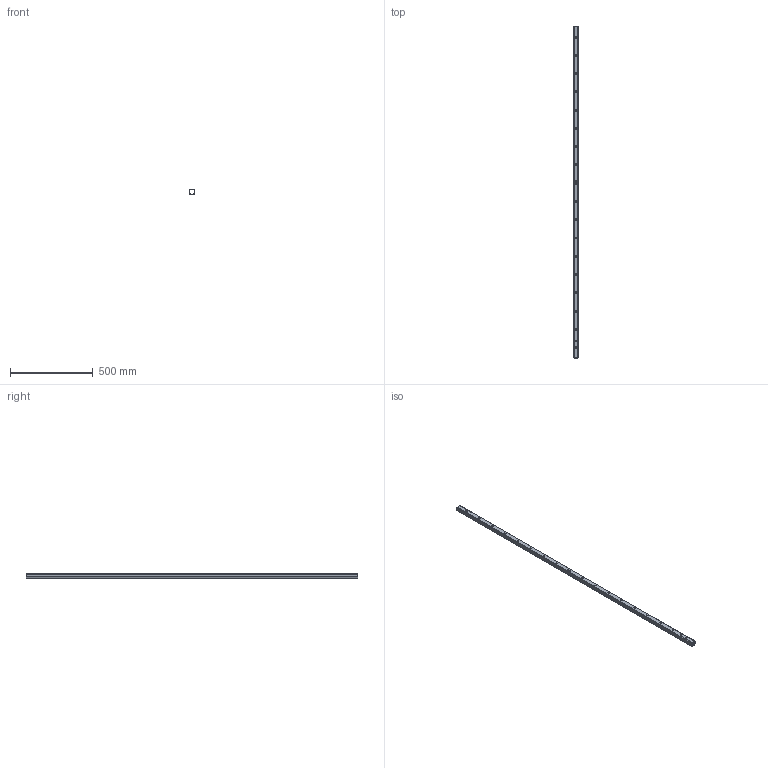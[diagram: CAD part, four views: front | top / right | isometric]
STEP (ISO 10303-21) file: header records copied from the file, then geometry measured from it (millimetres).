
FILE_DESCRIPTION(/* description */ (''),/* implementation_level */ '2;1');
FILE_NAME(/* name */ 'Rails HERCULE.stp',/* time_stamp */ '2019-08-13T11:54:03+02:00',/* author */ ('Giuliano'),/* organization */ (''),/* preprocessor_version */ 'ST-DEVELOPER v17.2',/* originating_system */ 'Autodesk Inventor 2019',/* authorisation */ '');
FILE_SCHEMA (('AUTOMOTIVE_DESIGN { 1 0 10303 214 3 1 1 }'));
Length unit declared in the file: millimetre
Products named in the file (1): 9010XA2_600
Bounding box: 30 x 2000 x 28 mm (x, y, z)
Volume: 273324.4 mm3; surface area: 371563.3 mm2
Topology: 1 solids, 1 shells, 122 faces, 362 edges, 242 vertices
Faces by surface type: plane 54, cylinder 50, cone 18
Full cylindrical faces by diameter (mm): 6.647 x2
Entity records: 4207 total; most frequent: CARTESIAN_POINT 799, ORIENTED_EDGE 724, DIRECTION 692, EDGE_CURVE 362, AXIS2_PLACEMENT_3D 243, VERTEX_POINT 242, LINE 206, VECTOR 206
